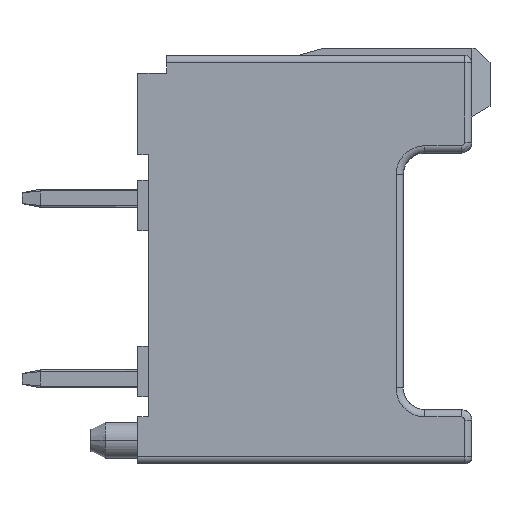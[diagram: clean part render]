
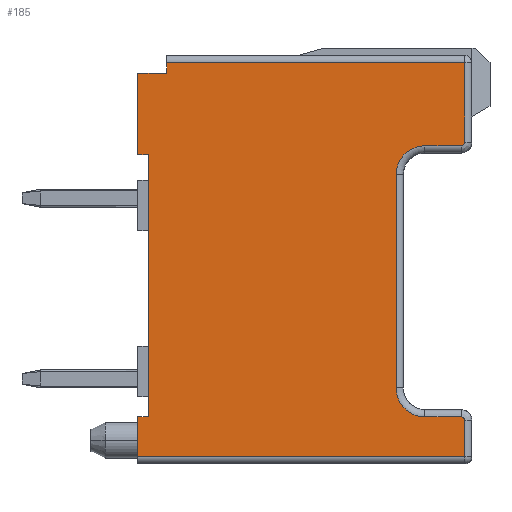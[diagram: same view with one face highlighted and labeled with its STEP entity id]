
A CAD part, left-side view. The second image highlights one B-rep face of the part: STEP entity #185.
In plain terms, the highlighted planar face has unit normal (-1, 0, 0).
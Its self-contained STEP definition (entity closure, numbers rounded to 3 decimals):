
#30=CARTESIAN_POINT('',(-12.7,0.,0.));
#31=DIRECTION('',(0.,0.,1.));
#32=DIRECTION('',(-1.,0.,0.));
#33=AXIS2_PLACEMENT_3D('',#30,#32,#31);
#34=PLANE('',#33);
#35=CARTESIAN_POINT('',(-12.7,-9.05,1.2));
#36=VERTEX_POINT('',#35);
#37=CARTESIAN_POINT('',(-12.7,-8.95,1.3));
#38=VERTEX_POINT('',#37);
#39=CARTESIAN_POINT('',(-12.7,-8.95,1.2));
#40=DIRECTION('',(0.,-1.,0.));
#41=DIRECTION('',(-1.,0.,0.));
#42=AXIS2_PLACEMENT_3D('',#39,#41,#40);
#43=CIRCLE('',#42,0.1);
#44=EDGE_CURVE('',#36,#38,#43,.T.);
#45=ORIENTED_EDGE('',*,*,#44,.T.);
#46=CARTESIAN_POINT('',(-12.7,-7.95,1.3));
#47=VERTEX_POINT('',#46);
#48=CARTESIAN_POINT('',(-12.7,-8.95,1.3));
#49=DIRECTION('',(0.,1.,0.));
#50=VECTOR('',#49,1.);
#51=LINE('',#48,#50);
#52=EDGE_CURVE('',#38,#47,#51,.T.);
#53=ORIENTED_EDGE('',*,*,#52,.T.);
#54=CARTESIAN_POINT('',(-12.7,-7.15,2.1));
#55=VERTEX_POINT('',#54);
#56=CARTESIAN_POINT('',(-12.7,-7.95,2.1));
#57=DIRECTION('',(0.,0.,-1.));
#58=DIRECTION('',(1.,0.,0.));
#59=AXIS2_PLACEMENT_3D('',#56,#58,#57);
#60=CIRCLE('',#59,0.8);
#61=EDGE_CURVE('',#47,#55,#60,.T.);
#62=ORIENTED_EDGE('',*,*,#61,.T.);
#63=CARTESIAN_POINT('',(-12.7,-7.15,8.));
#64=VERTEX_POINT('',#63);
#65=CARTESIAN_POINT('',(-12.7,-7.15,2.1));
#66=DIRECTION('',(0.,0.,1.));
#67=VECTOR('',#66,5.9);
#68=LINE('',#65,#67);
#69=EDGE_CURVE('',#55,#64,#68,.T.);
#70=ORIENTED_EDGE('',*,*,#69,.T.);
#71=CARTESIAN_POINT('',(-12.7,-7.95,8.8));
#72=VERTEX_POINT('',#71);
#73=CARTESIAN_POINT('',(-12.7,-7.95,8.));
#74=DIRECTION('',(0.,1.,0.));
#75=DIRECTION('',(1.,0.,0.));
#76=AXIS2_PLACEMENT_3D('',#73,#75,#74);
#77=CIRCLE('',#76,0.8);
#78=EDGE_CURVE('',#64,#72,#77,.T.);
#79=ORIENTED_EDGE('',*,*,#78,.T.);
#80=CARTESIAN_POINT('',(-12.7,-8.95,8.8));
#81=VERTEX_POINT('',#80);
#82=CARTESIAN_POINT('',(-12.7,-7.95,8.8));
#83=DIRECTION('',(0.,-1.,0.));
#84=VECTOR('',#83,1.);
#85=LINE('',#82,#84);
#86=EDGE_CURVE('',#72,#81,#85,.T.);
#87=ORIENTED_EDGE('',*,*,#86,.T.);
#88=CARTESIAN_POINT('',(-12.7,-9.05,8.9));
#89=VERTEX_POINT('',#88);
#90=CARTESIAN_POINT('',(-12.7,-8.95,8.9));
#91=DIRECTION('',(0.,0.,-1.));
#92=DIRECTION('',(-1.,0.,0.));
#93=AXIS2_PLACEMENT_3D('',#90,#92,#91);
#94=CIRCLE('',#93,0.1);
#95=EDGE_CURVE('',#81,#89,#94,.T.);
#96=ORIENTED_EDGE('',*,*,#95,.T.);
#97=CARTESIAN_POINT('',(-12.7,-9.05,11.1));
#98=VERTEX_POINT('',#97);
#99=CARTESIAN_POINT('',(-12.7,-9.05,8.9));
#100=DIRECTION('',(0.,0.,1.));
#101=VECTOR('',#100,2.2);
#102=LINE('',#99,#101);
#103=EDGE_CURVE('',#89,#98,#102,.T.);
#104=ORIENTED_EDGE('',*,*,#103,.T.);
#105=CARTESIAN_POINT('',(-12.7,-0.8,11.1));
#106=VERTEX_POINT('',#105);
#107=CARTESIAN_POINT('',(-12.7,-9.05,11.1));
#108=DIRECTION('',(0.,1.,0.));
#109=VECTOR('',#108,8.25);
#110=LINE('',#107,#109);
#111=EDGE_CURVE('',#98,#106,#110,.T.);
#112=ORIENTED_EDGE('',*,*,#111,.T.);
#113=CARTESIAN_POINT('',(-12.7,-0.8,10.8));
#114=VERTEX_POINT('',#113);
#115=CARTESIAN_POINT('',(-12.7,-0.8,11.1));
#116=DIRECTION('',(0.,0.,-1.));
#117=VECTOR('',#116,0.3);
#118=LINE('',#115,#117);
#119=EDGE_CURVE('',#106,#114,#118,.T.);
#120=ORIENTED_EDGE('',*,*,#119,.T.);
#121=CARTESIAN_POINT('',(-12.7,0.,10.8));
#122=VERTEX_POINT('',#121);
#123=CARTESIAN_POINT('',(-12.7,-0.8,10.8));
#124=DIRECTION('',(0.,1.,0.));
#125=VECTOR('',#124,0.8);
#126=LINE('',#123,#125);
#127=EDGE_CURVE('',#114,#122,#126,.T.);
#128=ORIENTED_EDGE('',*,*,#127,.T.);
#129=CARTESIAN_POINT('',(-12.7,0.,8.55));
#130=VERTEX_POINT('',#129);
#131=CARTESIAN_POINT('',(-12.7,0.,10.8));
#132=DIRECTION('',(0.,0.,-1.));
#133=VECTOR('',#132,2.25);
#134=LINE('',#131,#133);
#135=EDGE_CURVE('',#122,#130,#134,.T.);
#136=ORIENTED_EDGE('',*,*,#135,.T.);
#137=CARTESIAN_POINT('',(-12.7,-0.3,8.55));
#138=VERTEX_POINT('',#137);
#139=CARTESIAN_POINT('',(-12.7,0.,8.55));
#140=DIRECTION('',(0.,-1.,0.));
#141=VECTOR('',#140,0.3);
#142=LINE('',#139,#141);
#143=EDGE_CURVE('',#130,#138,#142,.T.);
#144=ORIENTED_EDGE('',*,*,#143,.T.);
#145=CARTESIAN_POINT('',(-12.7,-0.3,1.3));
#146=VERTEX_POINT('',#145);
#147=CARTESIAN_POINT('',(-12.7,-0.3,8.55));
#148=DIRECTION('',(0.,0.,-1.));
#149=VECTOR('',#148,7.25);
#150=LINE('',#147,#149);
#151=EDGE_CURVE('',#138,#146,#150,.T.);
#152=ORIENTED_EDGE('',*,*,#151,.T.);
#153=CARTESIAN_POINT('',(-12.7,0.,1.3));
#154=VERTEX_POINT('',#153);
#155=CARTESIAN_POINT('',(-12.7,-0.3,1.3));
#156=DIRECTION('',(0.,1.,0.));
#157=VECTOR('',#156,0.3);
#158=LINE('',#155,#157);
#159=EDGE_CURVE('',#146,#154,#158,.T.);
#160=ORIENTED_EDGE('',*,*,#159,.T.);
#161=CARTESIAN_POINT('',(-12.7,0.,0.2));
#162=VERTEX_POINT('',#161);
#163=CARTESIAN_POINT('',(-12.7,0.,1.3));
#164=DIRECTION('',(0.,0.,-1.));
#165=VECTOR('',#164,1.1);
#166=LINE('',#163,#165);
#167=EDGE_CURVE('',#154,#162,#166,.T.);
#168=ORIENTED_EDGE('',*,*,#167,.T.);
#169=CARTESIAN_POINT('',(-12.7,-9.05,0.2));
#170=VERTEX_POINT('',#169);
#171=CARTESIAN_POINT('',(-12.7,0.,0.2));
#172=DIRECTION('',(0.,-1.,0.));
#173=VECTOR('',#172,9.05);
#174=LINE('',#171,#173);
#175=EDGE_CURVE('',#162,#170,#174,.T.);
#176=ORIENTED_EDGE('',*,*,#175,.T.);
#177=CARTESIAN_POINT('',(-12.7,-9.05,0.2));
#178=DIRECTION('',(0.,0.,1.));
#179=VECTOR('',#178,1.);
#180=LINE('',#177,#179);
#181=EDGE_CURVE('',#170,#36,#180,.T.);
#182=ORIENTED_EDGE('',*,*,#181,.T.);
#183=EDGE_LOOP('',(#45,#53,#62,#70,#79,#87,#96,#104,#112,#120,#128,#136,#144,#152,#160,#168,#176,#182));
#184=FACE_OUTER_BOUND('',#183,.T.);
#185=ADVANCED_FACE('',(#184),#34,.T.);
